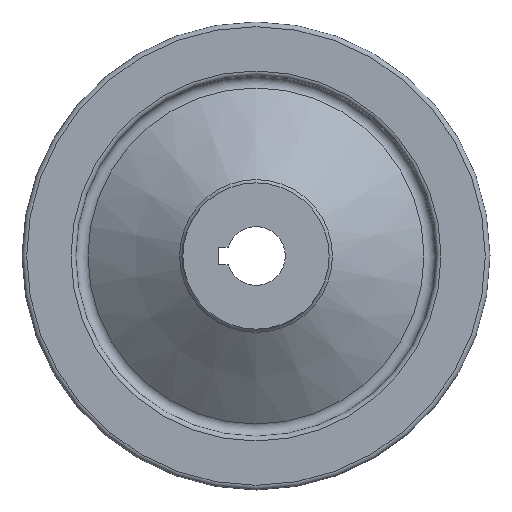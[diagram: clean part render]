
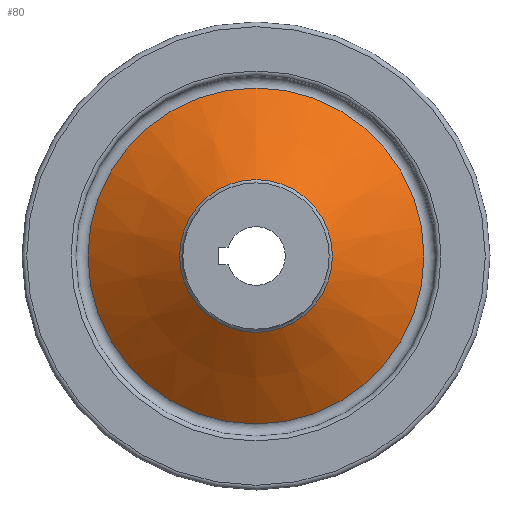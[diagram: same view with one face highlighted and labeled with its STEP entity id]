
A CAD part, left-side view. The second image highlights one B-rep face of the part: STEP entity #80.
In plain terms, the highlighted conical face has half-angle 54.745 degrees and reference radius 13.064 mm.
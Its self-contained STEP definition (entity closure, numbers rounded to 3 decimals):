
#80 = ADVANCED_FACE( '', ( #172, #173 ), #174, .T. );
#172 = FACE_OUTER_BOUND( '', #263, .T. );
#173 = FACE_BOUND( '', #264, .T. );
#174 = CONICAL_SURFACE( '', #265, 13.064, 0.955 );
#263 = EDGE_LOOP( '', ( #397 ) );
#264 = EDGE_LOOP( '', ( #398 ) );
#265 = AXIS2_PLACEMENT_3D( '', #399, #400, #401 );
#397 = ORIENTED_EDGE( '', *, *, #462, .F. );
#398 = ORIENTED_EDGE( '', *, *, #473, .T. );
#399 = CARTESIAN_POINT( '', ( 9.753, 0., 0. ) );
#400 = DIRECTION( '', ( 1., 0., 0. ) );
#401 = DIRECTION( '', ( 0., 0., -1. ) );
#462 = EDGE_CURVE( '', #533, #533, #534, .T. );
#473 = EDGE_CURVE( '', #547, #547, #548, .T. );
#533 = VERTEX_POINT( '', #617 );
#534 = CIRCLE( '', #618, 28.717 );
#547 = VERTEX_POINT( '', #633 );
#548 = CIRCLE( '', #634, 13.064 );
#617 = CARTESIAN_POINT( '', ( 20.818, 0., -28.717 ) );
#618 = AXIS2_PLACEMENT_3D( '', #691, #692, #693 );
#633 = CARTESIAN_POINT( '', ( 9.753, 0., -13.064 ) );
#634 = AXIS2_PLACEMENT_3D( '', #702, #703, #704 );
#691 = CARTESIAN_POINT( '', ( 20.818, 0., 0. ) );
#692 = DIRECTION( '', ( 1., 0., 0. ) );
#693 = DIRECTION( '', ( 0., 0., -1. ) );
#702 = CARTESIAN_POINT( '', ( 9.753, 0., 0. ) );
#703 = DIRECTION( '', ( 1., 0., 0. ) );
#704 = DIRECTION( '', ( 0., 0., -1. ) );
